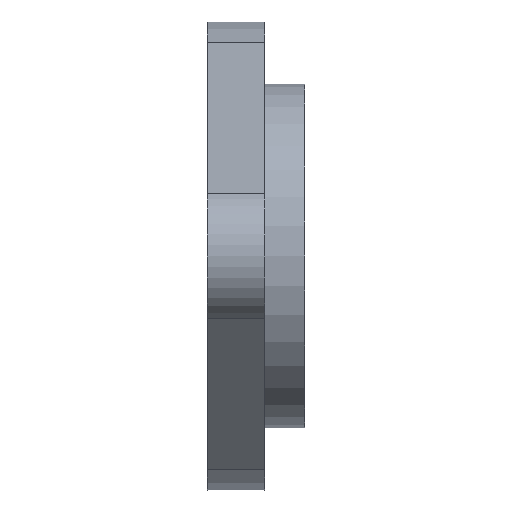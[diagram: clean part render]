
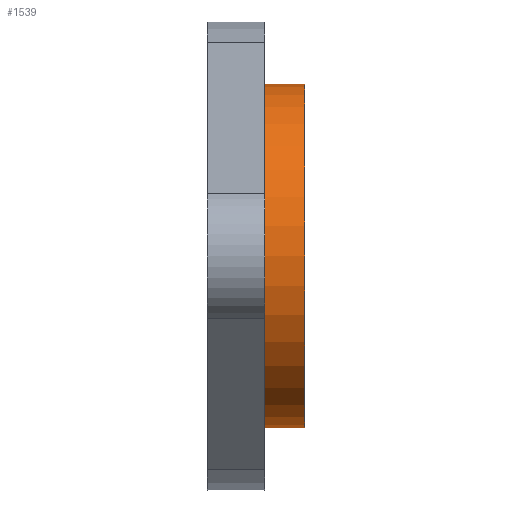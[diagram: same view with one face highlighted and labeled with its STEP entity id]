
A CAD part, left-side view. The second image highlights one B-rep face of the part: STEP entity #1539.
In plain terms, the highlighted cylindrical face has radius 30 mm (diameter 60 mm), a full revolution.
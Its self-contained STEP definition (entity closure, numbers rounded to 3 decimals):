
#110=FACE_OUTER_BOUND('',#197,.T.);
#197=EDGE_LOOP('',(#1342,#1343,#1344,#1345));
#233=CIRCLE('',#1652,30.);
#234=CIRCLE('',#1653,30.);
#444=LINE('',#6373,#522);
#522=VECTOR('',#1924,30.);
#678=VERTEX_POINT('',#6370);
#679=VERTEX_POINT('',#6372);
#908=EDGE_CURVE('',#678,#678,#233,.T.);
#909=EDGE_CURVE('',#678,#679,#444,.T.);
#910=EDGE_CURVE('',#679,#679,#234,.T.);
#1342=ORIENTED_EDGE('',*,*,#908,.T.);
#1343=ORIENTED_EDGE('',*,*,#909,.T.);
#1344=ORIENTED_EDGE('',*,*,#910,.F.);
#1345=ORIENTED_EDGE('',*,*,#909,.F.);
#1461=CYLINDRICAL_SURFACE('',#1651,30.);
#1539=ADVANCED_FACE('',(#110),#1461,.T.);
#1651=AXIS2_PLACEMENT_3D('',#6369,#1920,#1921);
#1652=AXIS2_PLACEMENT_3D('',#6371,#1922,#1923);
#1653=AXIS2_PLACEMENT_3D('',#6374,#1925,#1926);
#1920=DIRECTION('center_axis',(0.,-1.,0.));
#1921=DIRECTION('ref_axis',(0.,0.,-1.));
#1922=DIRECTION('center_axis',(0.,1.,0.));
#1923=DIRECTION('ref_axis',(0.,0.,-1.));
#1924=DIRECTION('',(0.,1.,0.));
#1925=DIRECTION('center_axis',(0.,1.,0.));
#1926=DIRECTION('ref_axis',(0.,0.,-1.));
#6369=CARTESIAN_POINT('Origin',(0.,0.,0.));
#6370=CARTESIAN_POINT('',(0.,-7.,30.));
#6371=CARTESIAN_POINT('Origin',(0.,-7.,0.));
#6372=CARTESIAN_POINT('',(0.,0.,30.));
#6373=CARTESIAN_POINT('',(0.,0.,30.));
#6374=CARTESIAN_POINT('Origin',(0.,0.,0.));
